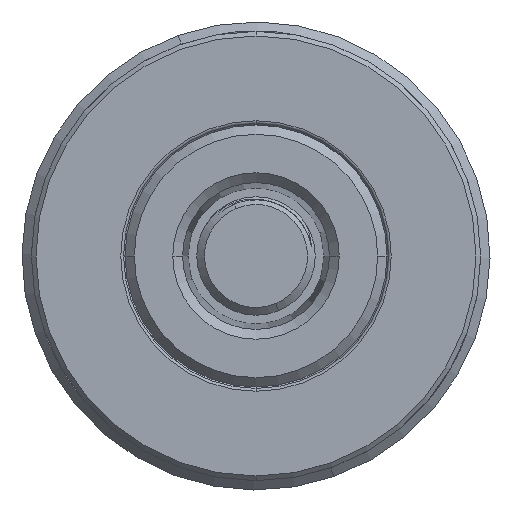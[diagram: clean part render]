
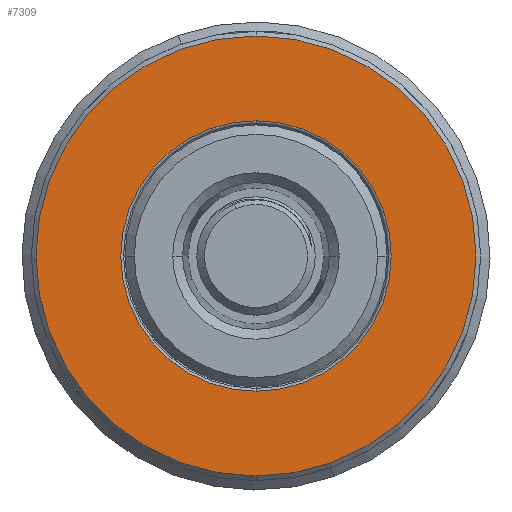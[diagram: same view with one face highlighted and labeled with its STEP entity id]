
A CAD part, front view. The second image highlights one B-rep face of the part: STEP entity #7309.
In plain terms, the highlighted planar face has unit normal (0, -1, 0).
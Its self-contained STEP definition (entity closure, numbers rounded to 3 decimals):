
#464 = ORIENTED_EDGE ( 'NONE', *, *, #10727, .T. ) ;
#545 = VERTEX_POINT ( 'NONE', #14419 ) ;
#1030 = EDGE_LOOP ( 'NONE', ( #18084, #17468 ) ) ;
#1151 = CARTESIAN_POINT ( 'NONE',  ( 0., 0., 0. ) ) ;
#1762 = DIRECTION ( 'NONE',  ( 0., 1., 0. ) ) ;
#1901 = CIRCLE ( 'NONE', #5359, 14.45 ) ;
#2507 = DIRECTION ( 'NONE',  ( 0., -1., 0. ) ) ;
#3970 = EDGE_CURVE ( 'NONE', #17169, #13226, #17007, .T. ) ;
#4161 = CARTESIAN_POINT ( 'NONE',  ( 0., 0., -23.5 ) ) ;
#4736 = EDGE_CURVE ( 'NONE', #545, #15079, #1901, .T. ) ;
#5359 = AXIS2_PLACEMENT_3D ( 'NONE', #1151, #8354, #12704 ) ;
#5502 = CIRCLE ( 'NONE', #6635, 14.45 ) ;
#5602 = EDGE_CURVE ( 'NONE', #13226, #17169, #15144, .T. ) ;
#5985 = DIRECTION ( 'NONE',  ( 0., 0., -1. ) ) ;
#6635 = AXIS2_PLACEMENT_3D ( 'NONE', #10418, #1762, #5985 ) ;
#7024 = CARTESIAN_POINT ( 'NONE',  ( 0., 0., 0. ) ) ;
#7126 = DIRECTION ( 'NONE',  ( 0., 0., -1. ) ) ;
#7309 = ADVANCED_FACE ( 'NONE', ( #7867, #11233 ), #14152, .T. ) ;
#7867 = FACE_BOUND ( 'NONE', #17305, .T. ) ;
#8354 = DIRECTION ( 'NONE',  ( 0., 1., 0. ) ) ;
#9570 = CARTESIAN_POINT ( 'NONE',  ( 0., 0., 23.5 ) ) ;
#9845 = DIRECTION ( 'NONE',  ( 0., 0., -1. ) ) ;
#10310 = CARTESIAN_POINT ( 'NONE',  ( 0., 0., 14.45 ) ) ;
#10418 = CARTESIAN_POINT ( 'NONE',  ( 0., 0., 0. ) ) ;
#10727 = EDGE_CURVE ( 'NONE', #15079, #545, #5502, .T. ) ;
#11124 = CARTESIAN_POINT ( 'NONE',  ( 14.15, 0., 0. ) ) ;
#11233 = FACE_OUTER_BOUND ( 'NONE', #1030, .T. ) ;
#11510 = CARTESIAN_POINT ( 'NONE',  ( 0., 0., 0. ) ) ;
#12704 = DIRECTION ( 'NONE',  ( 0., 0., -1. ) ) ;
#12910 = AXIS2_PLACEMENT_3D ( 'NONE', #7024, #17281, #15688 ) ;
#13226 = VERTEX_POINT ( 'NONE', #4161 ) ;
#14152 = PLANE ( 'NONE',  #14898 ) ;
#14419 = CARTESIAN_POINT ( 'NONE',  ( 0., 0., -14.45 ) ) ;
#14898 = AXIS2_PLACEMENT_3D ( 'NONE', #11124, #2507, #9845 ) ;
#15079 = VERTEX_POINT ( 'NONE', #10310 ) ;
#15144 = CIRCLE ( 'NONE', #16922, 23.5 ) ;
#15688 = DIRECTION ( 'NONE',  ( 0., 0., -1. ) ) ;
#16634 = ORIENTED_EDGE ( 'NONE', *, *, #4736, .T. ) ;
#16922 = AXIS2_PLACEMENT_3D ( 'NONE', #11510, #17210, #7126 ) ;
#17007 = CIRCLE ( 'NONE', #12910, 23.5 ) ;
#17169 = VERTEX_POINT ( 'NONE', #9570 ) ;
#17210 = DIRECTION ( 'NONE',  ( 0., -1., 0. ) ) ;
#17281 = DIRECTION ( 'NONE',  ( 0., -1., 0. ) ) ;
#17305 = EDGE_LOOP ( 'NONE', ( #16634, #464 ) ) ;
#17468 = ORIENTED_EDGE ( 'NONE', *, *, #5602, .T. ) ;
#18084 = ORIENTED_EDGE ( 'NONE', *, *, #3970, .T. ) ;
